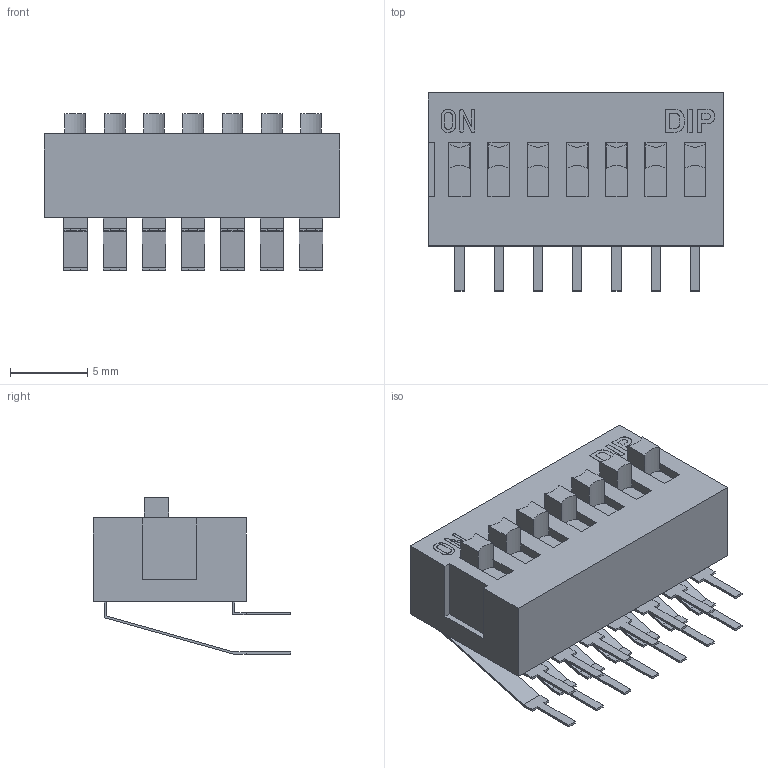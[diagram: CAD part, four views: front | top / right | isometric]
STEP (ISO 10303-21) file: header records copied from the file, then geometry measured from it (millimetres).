
FILE_DESCRIPTION (( 'STEP AP214' ), '1' );
FILE_NAME ('User Library-DIPSWITCH_DA7.STEP', '2010-11-10T08:23:56', ( 'SysAdmin' ), ( 'SolidWorks' ), 'SwSTEP 2.0', 'SolidWorks 2011', '' );
FILE_SCHEMA (( 'AUTOMOTIVE_DESIGN' ));
Length unit declared in the file: millimetre
Products named in the file (1): User Library-DIPSWITCH_DA7
Bounding box: 19.14 x 12.8 x 10.12 mm (x, y, z)
Volume: 1027.5 mm3; surface area: 1166.7 mm2
Topology: 1 solids, 1 shells, 322 faces, 849 edges, 566 vertices
Faces by surface type: plane 275, bspline 33, cylinder 14
Entity records: 13854 total; most frequent: CARTESIAN_POINT 3443, ORIENTED_EDGE 1698, DIRECTION 1391, EDGE_CURVE 849, VECTOR 755, LINE 755, VERTEX_POINT 566, EDGE_LOOP 359
